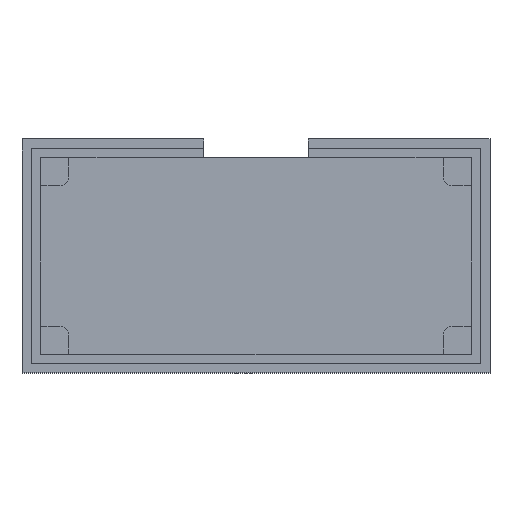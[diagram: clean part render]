
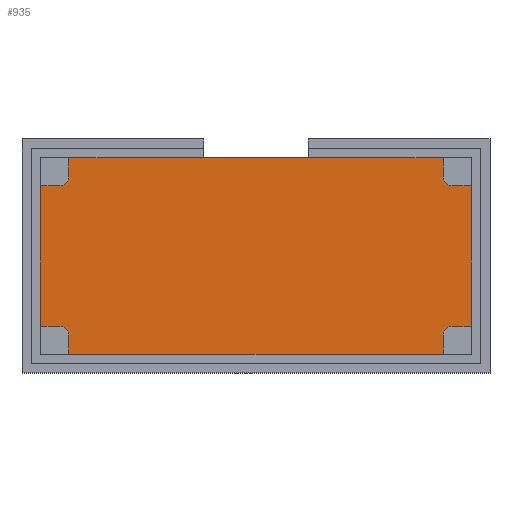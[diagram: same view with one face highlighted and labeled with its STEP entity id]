
A CAD part, top view. The second image highlights one B-rep face of the part: STEP entity #935.
In plain terms, the highlighted planar face has unit normal (0, 0, 1).
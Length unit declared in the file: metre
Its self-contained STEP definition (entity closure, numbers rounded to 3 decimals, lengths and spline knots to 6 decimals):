
#31=CIRCLE('',#1004,0.001);
#32=CIRCLE('',#1005,0.001);
#33=CIRCLE('',#1006,0.001);
#34=CIRCLE('',#1007,0.001);
#77=ORIENTED_EDGE('',*,*,#347,.T.);
#78=ORIENTED_EDGE('',*,*,#348,.T.);
#79=ORIENTED_EDGE('',*,*,#349,.T.);
#80=ORIENTED_EDGE('',*,*,#350,.T.);
#81=ORIENTED_EDGE('',*,*,#351,.F.);
#82=ORIENTED_EDGE('',*,*,#352,.T.);
#83=ORIENTED_EDGE('',*,*,#353,.T.);
#84=ORIENTED_EDGE('',*,*,#354,.F.);
#85=ORIENTED_EDGE('',*,*,#355,.F.);
#86=ORIENTED_EDGE('',*,*,#356,.T.);
#87=ORIENTED_EDGE('',*,*,#357,.F.);
#88=ORIENTED_EDGE('',*,*,#358,.F.);
#89=ORIENTED_EDGE('',*,*,#322,.F.);
#90=ORIENTED_EDGE('',*,*,#359,.F.);
#91=ORIENTED_EDGE('',*,*,#360,.T.);
#92=ORIENTED_EDGE('',*,*,#361,.T.);
#93=ORIENTED_EDGE('',*,*,#362,.F.);
#94=ORIENTED_EDGE('',*,*,#363,.T.);
#322=EDGE_CURVE('',#458,#460,#545,.T.);
#347=EDGE_CURVE('',#480,#481,#568,.T.);
#348=EDGE_CURVE('',#481,#482,#31,.F.);
#349=EDGE_CURVE('',#482,#483,#569,.T.);
#350=EDGE_CURVE('',#483,#484,#570,.T.);
#351=EDGE_CURVE('',#485,#484,#571,.T.);
#352=EDGE_CURVE('',#485,#486,#32,.F.);
#353=EDGE_CURVE('',#486,#487,#572,.T.);
#354=EDGE_CURVE('',#488,#487,#573,.T.);
#355=EDGE_CURVE('',#489,#488,#574,.T.);
#356=EDGE_CURVE('',#489,#490,#33,.F.);
#357=EDGE_CURVE('',#491,#490,#575,.T.);
#358=EDGE_CURVE('',#460,#491,#576,.T.);
#359=EDGE_CURVE('',#492,#458,#577,.T.);
#360=EDGE_CURVE('',#492,#493,#578,.T.);
#361=EDGE_CURVE('',#493,#494,#34,.F.);
#362=EDGE_CURVE('',#495,#494,#579,.T.);
#363=EDGE_CURVE('',#495,#480,#580,.T.);
#458=VERTEX_POINT('',#1343);
#460=VERTEX_POINT('',#1346);
#480=VERTEX_POINT('',#1398);
#481=VERTEX_POINT('',#1399);
#482=VERTEX_POINT('',#1401);
#483=VERTEX_POINT('',#1403);
#484=VERTEX_POINT('',#1405);
#485=VERTEX_POINT('',#1407);
#486=VERTEX_POINT('',#1409);
#487=VERTEX_POINT('',#1411);
#488=VERTEX_POINT('',#1413);
#489=VERTEX_POINT('',#1415);
#490=VERTEX_POINT('',#1417);
#491=VERTEX_POINT('',#1419);
#492=VERTEX_POINT('',#1422);
#493=VERTEX_POINT('',#1424);
#494=VERTEX_POINT('',#1426);
#495=VERTEX_POINT('',#1428);
#545=LINE('',#1345,#666);
#568=LINE('',#1397,#689);
#569=LINE('',#1402,#690);
#570=LINE('',#1404,#691);
#571=LINE('',#1406,#692);
#572=LINE('',#1410,#693);
#573=LINE('',#1412,#694);
#574=LINE('',#1414,#695);
#575=LINE('',#1418,#696);
#576=LINE('',#1420,#697);
#577=LINE('',#1421,#698);
#578=LINE('',#1423,#699);
#579=LINE('',#1427,#700);
#580=LINE('',#1429,#701);
#666=VECTOR('',#1078,1.);
#689=VECTOR('',#1119,1.);
#690=VECTOR('',#1122,1.);
#691=VECTOR('',#1123,1.);
#692=VECTOR('',#1124,1.);
#693=VECTOR('',#1127,1.);
#694=VECTOR('',#1128,1.);
#695=VECTOR('',#1129,1.);
#696=VECTOR('',#1132,1.);
#697=VECTOR('',#1133,1.);
#698=VECTOR('',#1134,1.);
#699=VECTOR('',#1135,1.);
#700=VECTOR('',#1138,1.);
#701=VECTOR('',#1139,1.);
#787=EDGE_LOOP('',(#77,#78,#79,#80,#81,#82,#83,#84,#85,#86,#87,#88,#89,
#90,#91,#92,#93,#94));
#840=FACE_BOUND('',#787,.T.);
#893=PLANE('',#1003);
#935=ADVANCED_FACE('',(#840),#893,.T.);
#1003=AXIS2_PLACEMENT_3D('',#1396,#1117,#1118);
#1004=AXIS2_PLACEMENT_3D('',#1400,#1120,#1121);
#1005=AXIS2_PLACEMENT_3D('',#1408,#1125,#1126);
#1006=AXIS2_PLACEMENT_3D('',#1416,#1130,#1131);
#1007=AXIS2_PLACEMENT_3D('',#1425,#1136,#1137);
#1078=DIRECTION('',(1.,0.,0.));
#1117=DIRECTION('',(0.,0.,1.));
#1118=DIRECTION('',(1.,0.,0.));
#1119=DIRECTION('',(1.,0.,0.));
#1120=DIRECTION('',(0.,0.,1.));
#1121=DIRECTION('',(1.,0.,0.));
#1122=DIRECTION('',(0.,-1.,0.));
#1123=DIRECTION('',(1.,0.,0.));
#1124=DIRECTION('',(0.,-1.,0.));
#1125=DIRECTION('',(0.,0.,1.));
#1126=DIRECTION('',(1.,0.,0.));
#1127=DIRECTION('',(1.,0.,0.));
#1128=DIRECTION('',(0.,-1.,0.));
#1129=DIRECTION('',(1.,0.,0.));
#1130=DIRECTION('',(0.,0.,1.));
#1131=DIRECTION('',(1.,0.,0.));
#1132=DIRECTION('',(0.,-1.,0.));
#1133=DIRECTION('',(1.,0.,0.));
#1134=DIRECTION('',(1.,0.,0.));
#1135=DIRECTION('',(0.,-1.,0.));
#1136=DIRECTION('',(0.,0.,1.));
#1137=DIRECTION('',(1.,0.,0.));
#1138=DIRECTION('',(1.,0.,0.));
#1139=DIRECTION('',(0.,-1.,0.));
#1343=CARTESIAN_POINT('',(-0.105357,-0.035226,0.002));
#1345=CARTESIAN_POINT('',(-0.086987,-0.035226,0.002));
#1346=CARTESIAN_POINT('',(-0.094197,-0.035226,0.002));
#1396=CARTESIAN_POINT('',(-0.099777,-0.045726,0.002));
#1397=CARTESIAN_POINT('',(-0.121277,-0.053226,0.002));
#1398=CARTESIAN_POINT('',(-0.122777,-0.053226,0.002));
#1399=CARTESIAN_POINT('',(-0.120777,-0.053226,0.002));
#1400=CARTESIAN_POINT('',(-0.120777,-0.054226,0.002));
#1401=CARTESIAN_POINT('',(-0.119777,-0.054226,0.002));
#1402=CARTESIAN_POINT('',(-0.119777,-0.054726,0.002));
#1403=CARTESIAN_POINT('',(-0.119777,-0.056226,0.002));
#1404=CARTESIAN_POINT('',(-0.099777,-0.056226,0.002));
#1405=CARTESIAN_POINT('',(-0.079777,-0.056226,0.002));
#1406=CARTESIAN_POINT('',(-0.079777,-0.054726,0.002));
#1407=CARTESIAN_POINT('',(-0.079777,-0.054226,0.002));
#1408=CARTESIAN_POINT('',(-0.078777,-0.054226,0.002));
#1409=CARTESIAN_POINT('',(-0.078777,-0.053226,0.002));
#1410=CARTESIAN_POINT('',(-0.078277,-0.053226,0.002));
#1411=CARTESIAN_POINT('',(-0.076777,-0.053226,0.002));
#1412=CARTESIAN_POINT('',(-0.076777,-0.045726,0.002));
#1413=CARTESIAN_POINT('',(-0.076777,-0.038226,0.002));
#1414=CARTESIAN_POINT('',(-0.078277,-0.038226,0.002));
#1415=CARTESIAN_POINT('',(-0.078777,-0.038226,0.002));
#1416=CARTESIAN_POINT('',(-0.078777,-0.037226,0.002));
#1417=CARTESIAN_POINT('',(-0.079777,-0.037226,0.002));
#1418=CARTESIAN_POINT('',(-0.079777,-0.036726,0.002));
#1419=CARTESIAN_POINT('',(-0.079777,-0.035226,0.002));
#1420=CARTESIAN_POINT('',(-0.086987,-0.035226,0.002));
#1421=CARTESIAN_POINT('',(-0.086987,-0.035226,0.002));
#1422=CARTESIAN_POINT('',(-0.119777,-0.035226,0.002));
#1423=CARTESIAN_POINT('',(-0.119777,-0.036726,0.002));
#1424=CARTESIAN_POINT('',(-0.119777,-0.037226,0.002));
#1425=CARTESIAN_POINT('',(-0.120777,-0.037226,0.002));
#1426=CARTESIAN_POINT('',(-0.120777,-0.038226,0.002));
#1427=CARTESIAN_POINT('',(-0.121277,-0.038226,0.002));
#1428=CARTESIAN_POINT('',(-0.122777,-0.038226,0.002));
#1429=CARTESIAN_POINT('',(-0.122777,-0.045726,0.002));
